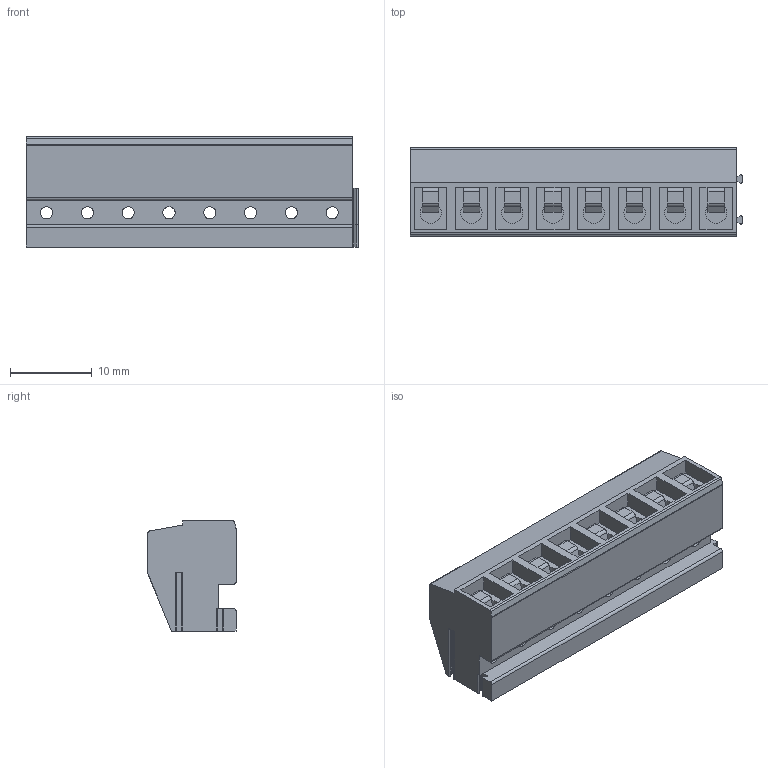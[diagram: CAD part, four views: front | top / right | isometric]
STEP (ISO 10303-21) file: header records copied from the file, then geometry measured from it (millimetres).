
FILE_DESCRIPTION((''),'2;1');
FILE_NAME('PRT0329','2024-11-20T14:16:37',('sheji'),(''),'CREO PARAMETRIC BY PTC INC, 2018100','CREO PARAMETRIC BY PTC INC, 2018100','');
FILE_SCHEMA(('CONFIG_CONTROL_DESIGN'));
Length unit declared in the file: millimetre
Products named in the file (1): PRT0329
Bounding box: 40.7 x 10.8 x 13.5 mm (x, y, z)
Volume: 3734.6 mm3; surface area: 3999.8 mm2
Topology: 1 solids, 1 shells, 487 faces, 1410 edges, 939 vertices
Faces by surface type: plane 292, cylinder 195
Entity records: 16521 total; most frequent: CARTESIAN_POINT 3236, ORIENTED_EDGE 2820, DIRECTION 2740, EDGE_CURVE 1410, VECTOR 956, LINE 956, VERTEX_POINT 939, AXIS2_PLACEMENT_3D 892
